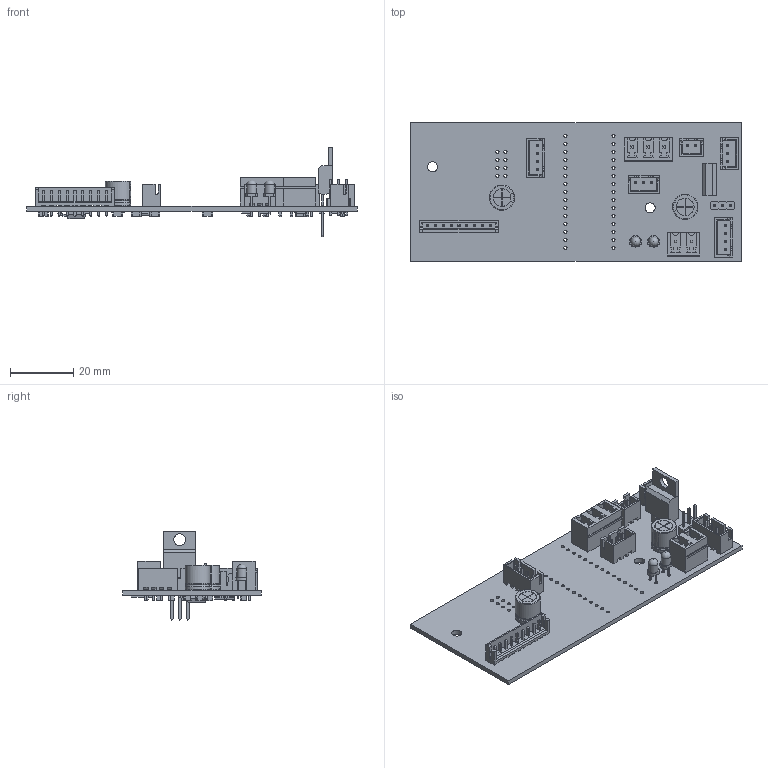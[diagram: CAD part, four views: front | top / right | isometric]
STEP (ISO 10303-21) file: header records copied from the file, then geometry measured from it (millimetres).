
FILE_DESCRIPTION(('KiCad electronic assembly'),'2;1');
FILE_NAME('Bogenampel.step','2025-12-23T17:53:51',('Pcbnew'),('Kicad'), 'Open CASCADE STEP processor 7.9','KiCad to STEP converter','Unknown' );
FILE_SCHEMA(('AUTOMOTIVE_DESIGN { 1 0 10303 214 1 1 1 1 }'));
Length unit declared in the file: millimetre
Products named in the file (17): Bogenampel 1; LED_D3.0mm; PhoenixContact_MCV_1,5_3-G-5.08_1x03_P5.08mm_Vertical; JST_EH_B9B-EH-A_1x09_P2.50mm_Vertical; PinHeader_1x03_P2.54mm_Vertical; TO-220-3_Vertical; JST_XH_B3B-XH-A_1x03_P2.50mm_Vertical; PhoenixContact_MCV_1,5_2-G-5.08_1x02_P5.08mm_Vertical; JST_XH_B4B-XH-A_1x04_P2.50mm_Vertical; CP_Radial_D8.0mm_P3.50mm; JST_XH_B2B-XH-A_1x02_P2.50mm_Vertical; C_1206_3216Metric; R_1206_3216Metric; TO-252-3_TabPin2; Bogenampel 1.26.1; TSSOP-20_4.4x6.5mm_P0.65mm; Bogenampel_PCB
Assembly tree (35 placements, depth 3):
  Bogenampel 1
    LED_D3.0mm  x2
    PhoenixContact_MCV_1,5_3-G-5.08_1x03_P5.08mm_Vertical
    JST_EH_B9B-EH-A_1x09_P2.50mm_Vertical
    PinHeader_1x03_P2.54mm_Vertical
    TO-220-3_Vertical
    JST_XH_B3B-XH-A_1x03_P2.50mm_Vertical  x2
    PhoenixContact_MCV_1,5_2-G-5.08_1x02_P5.08mm_Vertical
    JST_XH_B4B-XH-A_1x04_P2.50mm_Vertical  x2
    CP_Radial_D8.0mm_P3.50mm  x2
    JST_XH_B2B-XH-A_1x02_P2.50mm_Vertical
    C_1206_3216Metric  x8
    R_1206_3216Metric  x9
    TO-252-3_TabPin2
      Bogenampel 1.26.1
    TSSOP-20_4.4x6.5mm_P0.65mm
    Bogenampel_PCB
Bounding box: 105 x 44 x 28.52 mm (x, y, z)
Volume: 10956.9 mm3; surface area: 17650.7 mm2
Topology: 38 solids, 40 shells, 2260 faces, 5880 edges, 3797 vertices
Faces by surface type: plane 1801, cylinder 409, bspline 32, revolution 12, torus 4, sphere 2
Full cylindrical faces by diameter (mm): 0.5 x4, 0.8 x4, 0.9 x4, 0.95 x23, 1 x44, 1.1 x3, 1.2 x5, 3 x2, 3.2 x2, 3.735 x1
Entity records: 57633 total; most frequent: CARTESIAN_POINT 9116, ORIENTED_EDGE 7972, DIRECTION 7512, EDGE_CURVE 3986, LINE 3420, VECTOR 3420, VERTEX_POINT 2565, AXIS2_PLACEMENT_3D 2043
